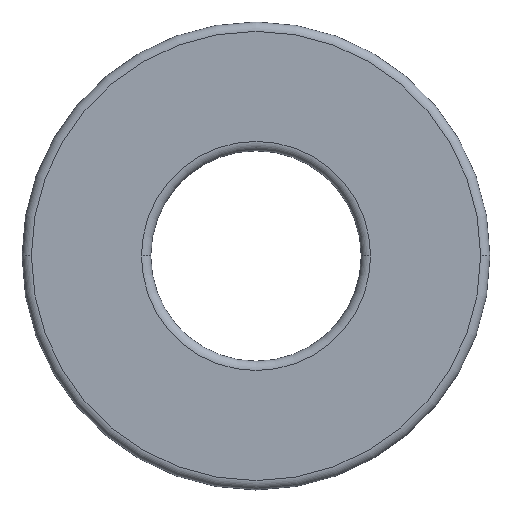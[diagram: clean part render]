
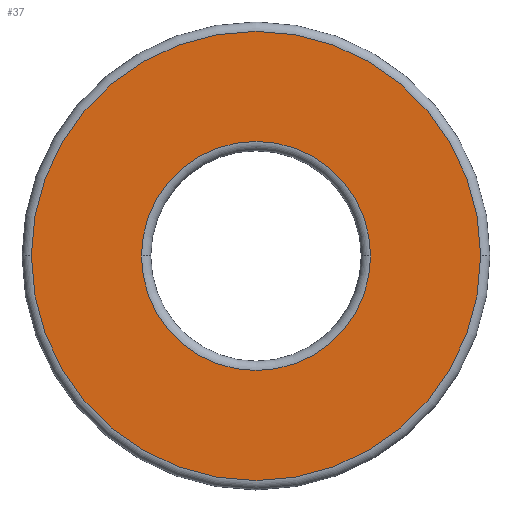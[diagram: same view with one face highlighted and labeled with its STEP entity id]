
A CAD part, top view. The second image highlights one B-rep face of the part: STEP entity #37.
In plain terms, the highlighted planar face has unit normal (0, 0, 1).
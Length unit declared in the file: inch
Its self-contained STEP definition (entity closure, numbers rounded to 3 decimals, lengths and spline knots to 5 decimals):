
#7 = CARTESIAN_POINT ( 'NONE',  ( 0., 0., 0.025 ) ) ;
#21 = AXIS2_PLACEMENT_3D ( 'NONE', #321, #353, #246 ) ;
#37 = ADVANCED_FACE ( 'NONE', ( #269, #182 ), #187, .T. ) ;
#39 = EDGE_LOOP ( 'NONE', ( #139, #118 ) ) ;
#46 = EDGE_CURVE ( 'NONE', #327, #236, #112, .T. ) ;
#64 = EDGE_CURVE ( 'NONE', #236, #327, #169, .T. ) ;
#66 = DIRECTION ( 'NONE',  ( 1., 0., 0. ) ) ;
#79 = DIRECTION ( 'NONE',  ( 0., 0., -1. ) ) ;
#84 = VERTEX_POINT ( 'NONE', #264 ) ;
#95 = CARTESIAN_POINT ( 'NONE',  ( -0.3, 0., 0.025 ) ) ;
#103 = ORIENTED_EDGE ( 'NONE', *, *, #46, .T. ) ;
#105 = CARTESIAN_POINT ( 'NONE',  ( 0.153, 0., 0.025 ) ) ;
#110 = AXIS2_PLACEMENT_3D ( 'NONE', #297, #138, #326 ) ;
#112 = CIRCLE ( 'NONE', #336, 0.153 ) ;
#118 = ORIENTED_EDGE ( 'NONE', *, *, #198, .T. ) ;
#120 = DIRECTION ( 'NONE',  ( 1., 0., 0. ) ) ;
#127 = AXIS2_PLACEMENT_3D ( 'NONE', #7, #281, #120 ) ;
#133 = AXIS2_PLACEMENT_3D ( 'NONE', #223, #201, #66 ) ;
#134 = CIRCLE ( 'NONE', #127, 0.3 ) ;
#138 = DIRECTION ( 'NONE',  ( 0., 0., 1. ) ) ;
#139 = ORIENTED_EDGE ( 'NONE', *, *, #206, .T. ) ;
#169 = CIRCLE ( 'NONE', #21, 0.153 ) ;
#176 = CARTESIAN_POINT ( 'NONE',  ( -0.153, 0., 0.025 ) ) ;
#182 = FACE_BOUND ( 'NONE', #186, .T. ) ;
#186 = EDGE_LOOP ( 'NONE', ( #103, #248 ) ) ;
#187 = PLANE ( 'NONE',  #110 ) ;
#198 = EDGE_CURVE ( 'NONE', #250, #84, #343, .T. ) ;
#201 = DIRECTION ( 'NONE',  ( 0., 0., 1. ) ) ;
#206 = EDGE_CURVE ( 'NONE', #84, #250, #134, .T. ) ;
#213 = DIRECTION ( 'NONE',  ( 1., 0., 0. ) ) ;
#223 = CARTESIAN_POINT ( 'NONE',  ( 0., 0., 0.025 ) ) ;
#236 = VERTEX_POINT ( 'NONE', #176 ) ;
#243 = CARTESIAN_POINT ( 'NONE',  ( 0., 0., 0.025 ) ) ;
#246 = DIRECTION ( 'NONE',  ( 1., 0., 0. ) ) ;
#248 = ORIENTED_EDGE ( 'NONE', *, *, #64, .T. ) ;
#250 = VERTEX_POINT ( 'NONE', #95 ) ;
#264 = CARTESIAN_POINT ( 'NONE',  ( 0.3, 0., 0.025 ) ) ;
#269 = FACE_OUTER_BOUND ( 'NONE', #39, .T. ) ;
#281 = DIRECTION ( 'NONE',  ( 0., 0., 1. ) ) ;
#297 = CARTESIAN_POINT ( 'NONE',  ( 0., 0., 0.025 ) ) ;
#321 = CARTESIAN_POINT ( 'NONE',  ( 0., 0., 0.025 ) ) ;
#326 = DIRECTION ( 'NONE',  ( 1., 0., 0. ) ) ;
#327 = VERTEX_POINT ( 'NONE', #105 ) ;
#336 = AXIS2_PLACEMENT_3D ( 'NONE', #243, #79, #213 ) ;
#343 = CIRCLE ( 'NONE', #133, 0.3 ) ;
#353 = DIRECTION ( 'NONE',  ( 0., 0., -1. ) ) ;
